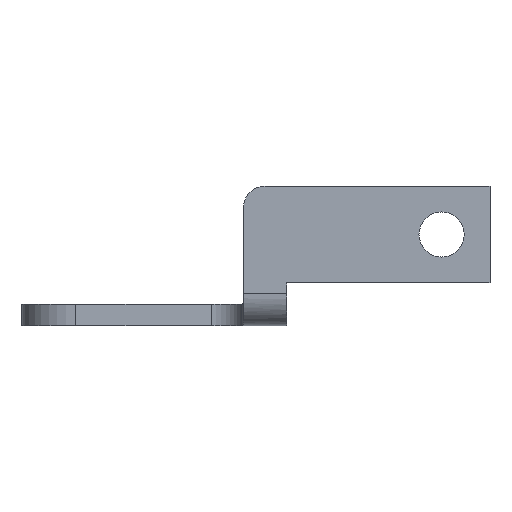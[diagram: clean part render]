
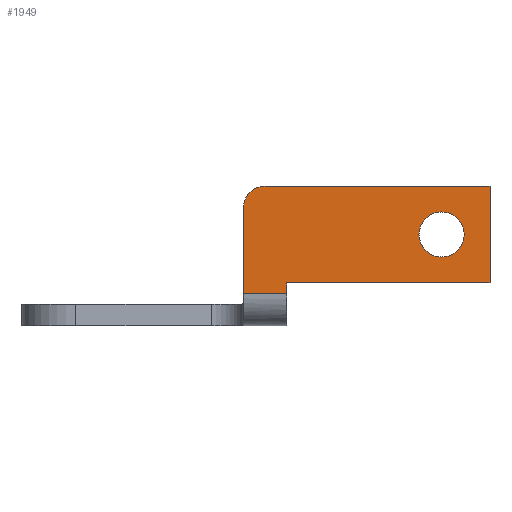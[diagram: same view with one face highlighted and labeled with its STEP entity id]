
A CAD part, left-side view. The second image highlights one B-rep face of the part: STEP entity #1949.
In plain terms, the highlighted planar face has unit normal (-1, 0, 0).
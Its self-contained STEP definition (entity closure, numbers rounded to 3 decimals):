
#4 = EDGE_LOOP ( 'NONE', ( #151, #155, #164, #143, #162, #147, #160 ) ) ;
#142 = ORIENTED_EDGE ( 'NONE', *, *, #453, .F. ) ;
#143 = ORIENTED_EDGE ( 'NONE', *, *, #1986, .F. ) ;
#147 = ORIENTED_EDGE ( 'NONE', *, *, #2016, .T. ) ;
#150 = ORIENTED_EDGE ( 'NONE', *, *, #1991, .F. ) ;
#151 = ORIENTED_EDGE ( 'NONE', *, *, #441, .T. ) ;
#155 = ORIENTED_EDGE ( 'NONE', *, *, #1977, .F. ) ;
#160 = ORIENTED_EDGE ( 'NONE', *, *, #1988, .F. ) ;
#162 = ORIENTED_EDGE ( 'NONE', *, *, #1870, .F. ) ;
#164 = ORIENTED_EDGE ( 'NONE', *, *, #409, .F. ) ;
#188 = VERTEX_POINT ( 'NONE', #296 ) ;
#189 = VERTEX_POINT ( 'NONE', #297 ) ;
#197 = VERTEX_POINT ( 'NONE', #305 ) ;
#215 = VERTEX_POINT ( 'NONE', #323 ) ;
#216 = VERTEX_POINT ( 'NONE', #324 ) ;
#221 = VERTEX_POINT ( 'NONE', #329 ) ;
#228 = VERTEX_POINT ( 'NONE', #336 ) ;
#234 = VERTEX_POINT ( 'NONE', #342 ) ;
#253 = VERTEX_POINT ( 'NONE', #361 ) ;
#296 = CARTESIAN_POINT ( 'NONE',  ( -25., -35.5, 10.6 ) ) ;
#297 = CARTESIAN_POINT ( 'NONE',  ( -25., -40., 13. ) ) ;
#305 = CARTESIAN_POINT ( 'NONE',  ( -25., -21.1, 4. ) ) ;
#323 = CARTESIAN_POINT ( 'NONE',  ( -25., -19.1, 13. ) ) ;
#324 = CARTESIAN_POINT ( 'NONE',  ( -25., -17.1, 11. ) ) ;
#329 = CARTESIAN_POINT ( 'NONE',  ( -25., -21.1, 3. ) ) ;
#336 = CARTESIAN_POINT ( 'NONE',  ( -25., -17.1, 3. ) ) ;
#342 = CARTESIAN_POINT ( 'NONE',  ( -25., -40., 4. ) ) ;
#361 = CARTESIAN_POINT ( 'NONE',  ( -25., -35.5, 6.4 ) ) ;
#376 = CIRCLE ( 'NONE', #1748, 2.1 ) ;
#409 = EDGE_CURVE ( 'NONE', #197, #221, #1445, .T. ) ;
#441 = EDGE_CURVE ( 'NONE', #216, #228, #1488, .T. ) ;
#446 = CIRCLE ( 'NONE', #1275, 2.1 ) ;
#453 = EDGE_CURVE ( 'NONE', #188, #253, #376, .T. ) ;
#539 = CIRCLE ( 'NONE', #1348, 2. ) ;
#814 = PLANE ( 'NONE',  #1278 ) ;
#815 = CARTESIAN_POINT ( 'NONE',  ( -25., -40., 2. ) ) ;
#816 = DIRECTION ( 'NONE',  ( -1., 0., 0. ) ) ;
#817 = DIRECTION ( 'NONE',  ( 0., 0., 1. ) ) ;
#903 = LINE ( 'NONE', #904, #1294 ) ;
#904 = CARTESIAN_POINT ( 'NONE',  ( -25., -40., 3. ) ) ;
#905 = DIRECTION ( 'NONE',  ( 0., 1., 0. ) ) ;
#931 = LINE ( 'NONE', #932, #1337 ) ;
#932 = CARTESIAN_POINT ( 'NONE',  ( -25., -40., 4. ) ) ;
#933 = DIRECTION ( 'NONE',  ( 0., 1., 0. ) ) ;
#934 = CARTESIAN_POINT ( 'NONE',  ( -25., -19.1, 11. ) ) ;
#938 = DIRECTION ( 'NONE',  ( 1., 0., 0. ) ) ;
#939 = DIRECTION ( 'NONE',  ( 0., 0., 1. ) ) ;
#946 = CARTESIAN_POINT ( 'NONE',  ( -25., -35.5, 8.5 ) ) ;
#947 = DIRECTION ( 'NONE',  ( -1., 0., 0. ) ) ;
#948 = DIRECTION ( 'NONE',  ( 0., 0., 1. ) ) ;
#1028 = LINE ( 'NONE', #1029, #1350 ) ;
#1029 = CARTESIAN_POINT ( 'NONE',  ( -25., -40., 13. ) ) ;
#1030 = DIRECTION ( 'NONE',  ( 0., 1., 0. ) ) ;
#1200 = FACE_OUTER_BOUND ( 'NONE', #4, .T. ) ;
#1204 = FACE_BOUND ( 'NONE', #2055, .T. ) ;
#1275 = AXIS2_PLACEMENT_3D ( 'NONE', #946, #947, #948 ) ;
#1278 = AXIS2_PLACEMENT_3D ( 'NONE', #815, #816, #817 ) ;
#1294 = VECTOR ( 'NONE', #905, 1000. ) ;
#1337 = VECTOR ( 'NONE', #933, 1000. ) ;
#1348 = AXIS2_PLACEMENT_3D ( 'NONE', #934, #938, #939 ) ;
#1350 = VECTOR ( 'NONE', #1030, 1000. ) ;
#1445 = LINE ( 'NONE', #1446, #1821 ) ;
#1446 = CARTESIAN_POINT ( 'NONE',  ( -25., -21.1, 2. ) ) ;
#1447 = DIRECTION ( 'NONE',  ( 0., 0., -1. ) ) ;
#1488 = LINE ( 'NONE', #1489, #1762 ) ;
#1489 = CARTESIAN_POINT ( 'NONE',  ( -25., -17.1, 2. ) ) ;
#1490 = DIRECTION ( 'NONE',  ( 0., 0., -1. ) ) ;
#1512 = CARTESIAN_POINT ( 'NONE',  ( -25., -35.5, 8.5 ) ) ;
#1513 = DIRECTION ( 'NONE',  ( -1., 0., 0. ) ) ;
#1514 = DIRECTION ( 'NONE',  ( 0., 0., 1. ) ) ;
#1658 = LINE ( 'NONE', #1659, #1812 ) ;
#1659 = CARTESIAN_POINT ( 'NONE',  ( -25., -40., 2. ) ) ;
#1660 = DIRECTION ( 'NONE',  ( 0., 0., -1. ) ) ;
#1748 = AXIS2_PLACEMENT_3D ( 'NONE', #1512, #1513, #1514 ) ;
#1762 = VECTOR ( 'NONE', #1490, 1000. ) ;
#1812 = VECTOR ( 'NONE', #1660, 1000. ) ;
#1821 = VECTOR ( 'NONE', #1447, 1000. ) ;
#1870 = EDGE_CURVE ( 'NONE', #189, #234, #1658, .T. ) ;
#1949 = ADVANCED_FACE ( 'NONE', ( #1204, #1200 ), #814, .T. ) ;
#1977 = EDGE_CURVE ( 'NONE', #221, #228, #903, .T. ) ;
#1986 = EDGE_CURVE ( 'NONE', #234, #197, #931, .T. ) ;
#1988 = EDGE_CURVE ( 'NONE', #216, #215, #539, .T. ) ;
#1991 = EDGE_CURVE ( 'NONE', #253, #188, #446, .T. ) ;
#2016 = EDGE_CURVE ( 'NONE', #189, #215, #1028, .T. ) ;
#2055 = EDGE_LOOP ( 'NONE', ( #150, #142 ) ) ;
